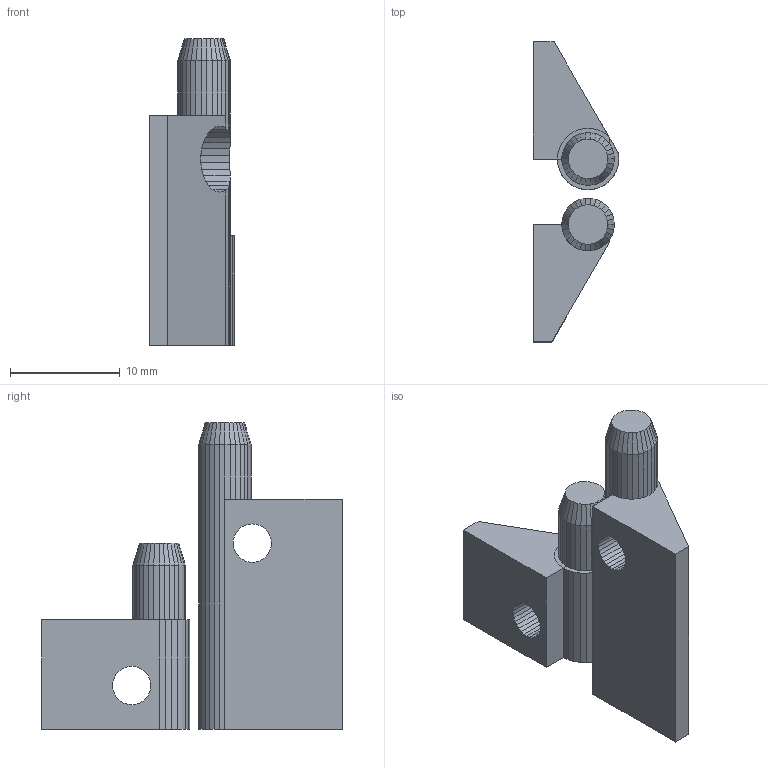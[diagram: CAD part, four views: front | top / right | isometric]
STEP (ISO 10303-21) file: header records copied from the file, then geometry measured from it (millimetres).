
FILE_DESCRIPTION(('FreeCAD Model'),'2;1');
FILE_NAME('Einsy-hinges_R3.step','2018-10-02T09:13:04',('Author'),(''), 'Open CASCADE STEP processor 6.8','FreeCAD','Unknown');
FILE_SCHEMA(('AUTOMOTIVE_DESIGN { 1 0 10303 214 1 1 1 1 }'));
Length unit declared in the file: millimetre
Products named in the file (1): Group
Bounding box: 7.8 x 27.4 x 28 mm (x, y, z)
Volume: 1932 mm3; surface area: 1660.7 mm2
Topology: 2 solids, 2 shells, 288 faces, 845 edges, 561 vertices
Faces by surface type: plane 228, bspline 60
Entity records: 9329 total; most frequent: CARTESIAN_POINT 1935, ORIENTED_EDGE 1690, DIRECTION 1243, EDGE_CURVE 845, LINE 785, VECTOR 785, VERTEX_POINT 561, FACE_BOUND 292
